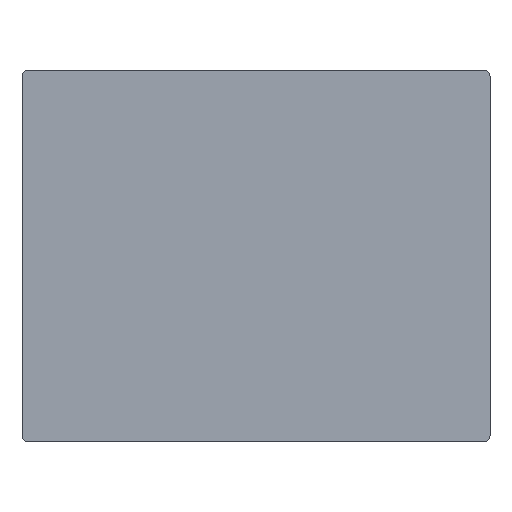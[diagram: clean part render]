
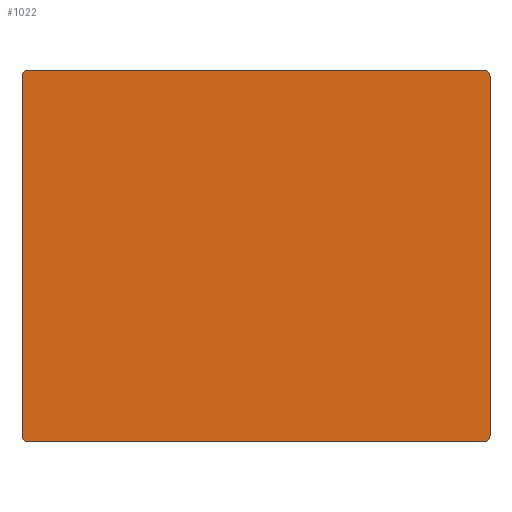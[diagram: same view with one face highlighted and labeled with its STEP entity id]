
A CAD part, left-side view. The second image highlights one B-rep face of the part: STEP entity #1022.
In plain terms, the highlighted planar face has unit normal (-1, 0, 0).
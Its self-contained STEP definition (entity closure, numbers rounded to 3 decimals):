
#2=DIRECTION('',(0.,0.,-1.));
#3=VECTOR('',#2,49.2);
#4=CARTESIAN_POINT('',(0.,32.,24.6));
#5=LINE('',#4,#3);
#10=CARTESIAN_POINT('',(0.,31.2,-24.6));
#11=DIRECTION('',(-1.,0.,0.));
#12=DIRECTION('',(0.,1.,0.));
#13=AXIS2_PLACEMENT_3D('',#10,#11,#12);
#24=DIRECTION('',(0.,-1.,0.));
#25=VECTOR('',#24,62.4);
#26=CARTESIAN_POINT('',(0.,31.2,25.4));
#27=LINE('',#26,#25);
#41=CARTESIAN_POINT('',(0.,-31.2,-24.6));
#42=DIRECTION('',(-1.,0.,0.));
#43=DIRECTION('',(0.,0.,-1.));
#44=AXIS2_PLACEMENT_3D('',#41,#42,#43);
#46=DIRECTION('',(0.,0.,-1.));
#47=VECTOR('',#46,49.2);
#48=CARTESIAN_POINT('',(0.,-32.,24.6));
#49=LINE('',#48,#47);
#54=CARTESIAN_POINT('',(0.,-31.2,24.6));
#55=DIRECTION('',(-1.,0.,0.));
#56=DIRECTION('',(0.,-1.,0.));
#57=AXIS2_PLACEMENT_3D('',#54,#55,#56);
#230=DIRECTION('',(0.,-1.,0.));
#231=VECTOR('',#230,62.4);
#232=CARTESIAN_POINT('',(0.,31.2,-25.4));
#233=LINE('',#232,#231);
#489=CARTESIAN_POINT('',(0.,31.2,24.6));
#490=DIRECTION('',(-1.,0.,0.));
#491=DIRECTION('',(0.,0.,1.));
#492=AXIS2_PLACEMENT_3D('',#489,#490,#491);
#862=CARTESIAN_POINT('',(0.,32.,-24.6));
#864=VERTEX_POINT('',#862);
#866=CARTESIAN_POINT('',(0.,31.2,-25.4));
#867=VERTEX_POINT('',#866);
#879=CARTESIAN_POINT('',(0.,32.,24.6));
#881=VERTEX_POINT('',#879);
#884=CARTESIAN_POINT('',(0.,31.2,25.4));
#885=VERTEX_POINT('',#884);
#901=CARTESIAN_POINT('',(0.,-32.,-24.6));
#903=VERTEX_POINT('',#901);
#906=CARTESIAN_POINT('',(0.,-31.2,-25.4));
#907=VERTEX_POINT('',#906);
#916=CARTESIAN_POINT('',(0.,-32.,24.6));
#918=VERTEX_POINT('',#916);
#920=CARTESIAN_POINT('',(0.,-31.2,25.4));
#921=VERTEX_POINT('',#920);
#1001=CARTESIAN_POINT('',(0.,32.,25.4));
#1002=DIRECTION('',(-1.,0.,0.));
#1003=DIRECTION('',(0.,0.,-1.));
#1004=AXIS2_PLACEMENT_3D('',#1001,#1002,#1003);
#1005=PLANE('',#1004);
#1007=ORIENTED_EDGE('',*,*,#1006,.F.);
#1009=ORIENTED_EDGE('',*,*,#1008,.F.);
#1010=ORIENTED_EDGE('',*,*,#992,.F.);
#1011=ORIENTED_EDGE('',*,*,#981,.F.);
#1013=ORIENTED_EDGE('',*,*,#1012,.F.);
#1015=ORIENTED_EDGE('',*,*,#1014,.T.);
#1017=ORIENTED_EDGE('',*,*,#1016,.F.);
#1019=ORIENTED_EDGE('',*,*,#1018,.T.);
#1020=EDGE_LOOP('',(#1007,#1009,#1010,#1011,#1013,#1015,#1017,#1019));
#1021=FACE_OUTER_BOUND('',#1020,.F.);
#1022=ADVANCED_FACE('',(#1021),#1005,.T.);
#14=CIRCLE('',#13,0.8);
#45=CIRCLE('',#44,0.8);
#58=CIRCLE('',#57,0.8);
#493=CIRCLE('',#492,0.8);
#981=EDGE_CURVE('',#881,#864,#5,.T.);
#992=EDGE_CURVE('',#864,#867,#14,.T.);
#1006=EDGE_CURVE('',#907,#903,#45,.T.);
#1008=EDGE_CURVE('',#867,#907,#233,.T.);
#1012=EDGE_CURVE('',#885,#881,#493,.T.);
#1014=EDGE_CURVE('',#885,#921,#27,.T.);
#1016=EDGE_CURVE('',#918,#921,#58,.T.);
#1018=EDGE_CURVE('',#918,#903,#49,.T.);
